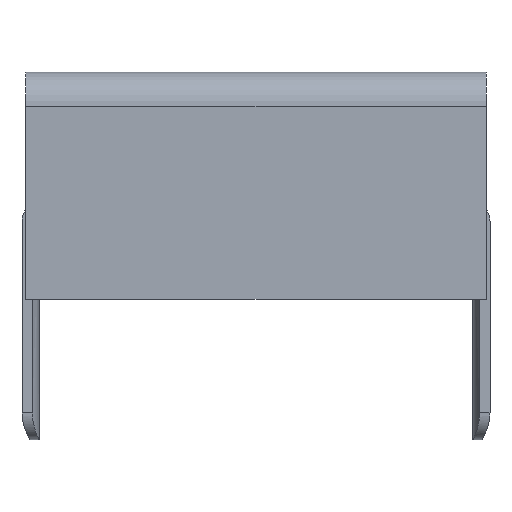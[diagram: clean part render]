
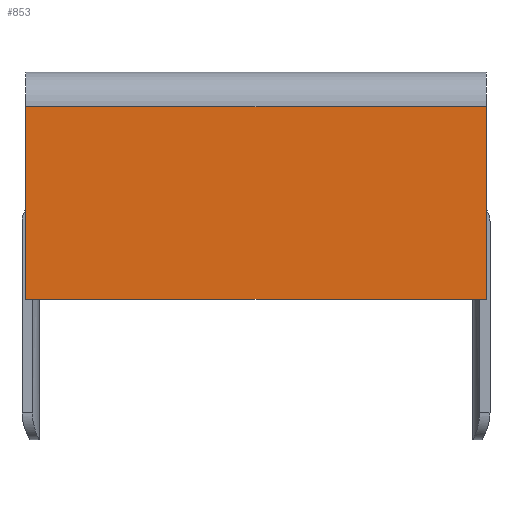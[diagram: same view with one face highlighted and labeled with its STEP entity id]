
A CAD part, front view. The second image highlights one B-rep face of the part: STEP entity #853.
In plain terms, the highlighted planar face has unit normal (0, -1, 0).
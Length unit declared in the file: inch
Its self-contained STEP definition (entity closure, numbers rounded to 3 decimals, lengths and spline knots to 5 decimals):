
#74=FACE_OUTER_BOUND('',#117,.T.);
#117=EDGE_LOOP('',(#755,#756,#757,#758));
#132=LINE('',#1218,#211);
#184=LINE('',#1526,#263);
#200=LINE('',#1575,#279);
#201=LINE('',#1577,#280);
#211=VECTOR('',#971,0.172);
#263=VECTOR('',#1141,0.172);
#279=VECTOR('',#1173,0.412);
#280=VECTOR('',#1176,0.412);
#332=VERTEX_POINT('',#1215);
#333=VERTEX_POINT('',#1217);
#405=VERTEX_POINT('',#1523);
#406=VERTEX_POINT('',#1525);
#418=EDGE_CURVE('',#333,#332,#132,.T.);
#515=EDGE_CURVE('',#405,#406,#184,.T.);
#534=EDGE_CURVE('',#332,#406,#200,.T.);
#535=EDGE_CURVE('',#333,#405,#201,.T.);
#755=ORIENTED_EDGE('',*,*,#418,.T.);
#756=ORIENTED_EDGE('',*,*,#534,.T.);
#757=ORIENTED_EDGE('',*,*,#515,.F.);
#758=ORIENTED_EDGE('',*,*,#535,.F.);
#815=PLANE('',#948);
#853=ADVANCED_FACE('',(#74),#815,.T.);
#948=AXIS2_PLACEMENT_3D('',#1576,#1174,#1175);
#971=DIRECTION('',(0.,0.,-1.));
#1141=DIRECTION('',(0.,0.,-1.));
#1173=DIRECTION('',(1.,0.,0.));
#1174=DIRECTION('center_axis',(0.,-1.,0.));
#1175=DIRECTION('ref_axis',(0.,0.,-1.));
#1176=DIRECTION('',(1.,0.,0.));
#1215=CARTESIAN_POINT('',(0.,-0.078,0.));
#1217=CARTESIAN_POINT('',(0.,-0.078,0.172));
#1218=CARTESIAN_POINT('',(0.,-0.078,0.172));
#1523=CARTESIAN_POINT('',(0.412,-0.078,0.172));
#1525=CARTESIAN_POINT('',(0.412,-0.078,0.));
#1526=CARTESIAN_POINT('',(0.412,-0.078,0.172));
#1575=CARTESIAN_POINT('',(0.,-0.078,0.));
#1576=CARTESIAN_POINT('Origin',(0.,-0.078,0.172));
#1577=CARTESIAN_POINT('',(0.,-0.078,0.172));
